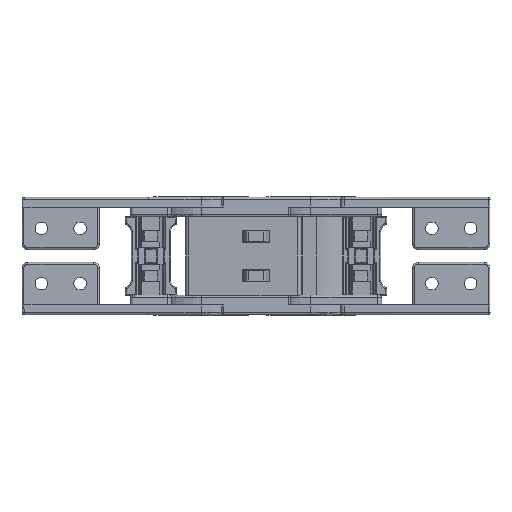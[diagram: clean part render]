
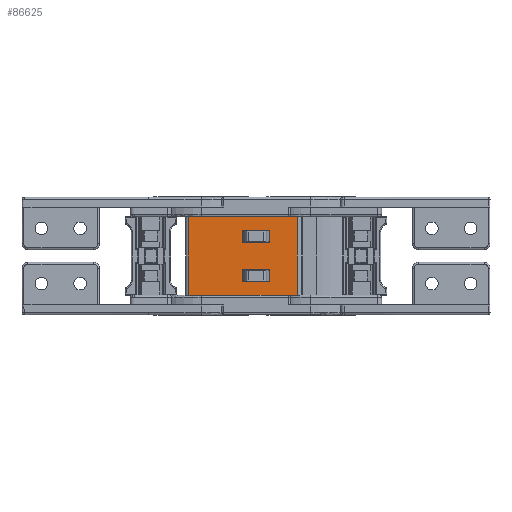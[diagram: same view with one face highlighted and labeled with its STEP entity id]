
A CAD part, front view. The second image highlights one B-rep face of the part: STEP entity #86625.
In plain terms, the highlighted planar face has unit normal (0, -1, 0).
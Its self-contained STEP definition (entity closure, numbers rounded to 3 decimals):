
#1016 = CARTESIAN_POINT ( 'NONE',  ( -68.783, 69.889, 149.453 ) ) ;
#2067 = LINE ( 'NONE', #83465, #20072 ) ;
#2524 = VERTEX_POINT ( 'NONE', #67675 ) ;
#7037 = VERTEX_POINT ( 'NONE', #66571 ) ;
#7938 = ORIENTED_EDGE ( 'NONE', *, *, #45083, .T. ) ;
#8438 = CARTESIAN_POINT ( 'NONE',  ( -43.803, 69.889, -32.166 ) ) ;
#9027 = VECTOR ( 'NONE', #99152, 1000. ) ;
#11666 = EDGE_CURVE ( 'NONE', #7037, #72472, #98482, .T. ) ;
#12054 = CARTESIAN_POINT ( 'NONE',  ( -40.803, 69.889, -25.416 ) ) ;
#12642 = FACE_BOUND ( 'NONE', #91656, .T. ) ;
#12845 = ORIENTED_EDGE ( 'NONE', *, *, #11666, .T. ) ;
#13461 = DIRECTION ( 'NONE',  ( 1., 0., 0. ) ) ;
#15483 = CARTESIAN_POINT ( 'NONE',  ( -40.803, 69.889, -19.116 ) ) ;
#16688 = DIRECTION ( 'NONE',  ( -1., 0., 0. ) ) ;
#16743 = DIRECTION ( 'NONE',  ( 0., 0., -1. ) ) ;
#17024 = DIRECTION ( 'NONE',  ( 0., 0., -1. ) ) ;
#19096 = VECTOR ( 'NONE', #61209, 1000. ) ;
#20072 = VECTOR ( 'NONE', #83825, 1000. ) ;
#20853 = CARTESIAN_POINT ( 'NONE',  ( -68.783, 69.889, 8.134 ) ) ;
#23129 = VECTOR ( 'NONE', #42707, 1000. ) ;
#23889 = CARTESIAN_POINT ( 'NONE',  ( -40.803, 69.889, 1.384 ) ) ;
#24473 = ORIENTED_EDGE ( 'NONE', *, *, #99420, .F. ) ;
#25135 = CARTESIAN_POINT ( 'NONE',  ( -26.803, 69.889, -4.916 ) ) ;
#25236 = CARTESIAN_POINT ( 'NONE',  ( -40.803, 69.889, -19.116 ) ) ;
#25978 = LINE ( 'NONE', #25236, #66991 ) ;
#26458 = LINE ( 'NONE', #34251, #68832 ) ;
#26859 = LINE ( 'NONE', #66469, #84541 ) ;
#27090 = AXIS2_PLACEMENT_3D ( 'NONE', #65092, #32855, #16743 ) ;
#28267 = CARTESIAN_POINT ( 'NONE',  ( -40.803, 69.889, 1.384 ) ) ;
#28714 = VERTEX_POINT ( 'NONE', #45254 ) ;
#30123 = VERTEX_POINT ( 'NONE', #74636 ) ;
#32855 = DIRECTION ( 'NONE',  ( 0., 1., 0. ) ) ;
#34251 = CARTESIAN_POINT ( 'NONE',  ( -43.803, 69.889, 8.134 ) ) ;
#35417 = EDGE_CURVE ( 'NONE', #91144, #2524, #96656, .T. ) ;
#35418 = LINE ( 'NONE', #102282, #98211 ) ;
#35747 = LINE ( 'NONE', #28267, #19096 ) ;
#37949 = CARTESIAN_POINT ( 'NONE',  ( -40.803, 69.889, -25.416 ) ) ;
#38090 = VECTOR ( 'NONE', #97171, 1000. ) ;
#38305 = ORIENTED_EDGE ( 'NONE', *, *, #35417, .F. ) ;
#38544 = EDGE_CURVE ( 'NONE', #28714, #80950, #77186, .T. ) ;
#40295 = EDGE_CURVE ( 'NONE', #103292, #7037, #92313, .T. ) ;
#41895 = ORIENTED_EDGE ( 'NONE', *, *, #46597, .T. ) ;
#42707 = DIRECTION ( 'NONE',  ( 0., 0., -1. ) ) ;
#43220 = ORIENTED_EDGE ( 'NONE', *, *, #40295, .T. ) ;
#43418 = CARTESIAN_POINT ( 'NONE',  ( -12.583, 69.889, 8.134 ) ) ;
#45083 = EDGE_CURVE ( 'NONE', #46580, #103292, #35747, .T. ) ;
#45254 = CARTESIAN_POINT ( 'NONE',  ( -12.583, 69.889, -32.166 ) ) ;
#46410 = DIRECTION ( 'NONE',  ( 0., 0., 1. ) ) ;
#46580 = VERTEX_POINT ( 'NONE', #23889 ) ;
#46597 = EDGE_CURVE ( 'NONE', #89417, #72341, #26458, .T. ) ;
#47345 = CARTESIAN_POINT ( 'NONE',  ( -40.803, 69.889, -4.916 ) ) ;
#48676 = PLANE ( 'NONE',  #27090 ) ;
#49466 = EDGE_CURVE ( 'NONE', #89417, #28714, #26859, .T. ) ;
#49706 = DIRECTION ( 'NONE',  ( -1., 0., 0. ) ) ;
#50620 = EDGE_CURVE ( 'NONE', #2524, #30123, #35418, .T. ) ;
#52215 = CARTESIAN_POINT ( 'NONE',  ( -40.803, 69.889, -4.916 ) ) ;
#52859 = ORIENTED_EDGE ( 'NONE', *, *, #49466, .F. ) ;
#54626 = VERTEX_POINT ( 'NONE', #64179 ) ;
#55405 = VECTOR ( 'NONE', #16688, 1000. ) ;
#57340 = EDGE_LOOP ( 'NONE', ( #52859, #41895, #70956, #72251 ) ) ;
#60073 = VECTOR ( 'NONE', #68305, 1000. ) ;
#61209 = DIRECTION ( 'NONE',  ( 1., 0., 0. ) ) ;
#63213 = ORIENTED_EDGE ( 'NONE', *, *, #103800, .T. ) ;
#63598 = LINE ( 'NONE', #15483, #38090 ) ;
#64179 = CARTESIAN_POINT ( 'NONE',  ( -40.803, 69.889, -19.116 ) ) ;
#65092 = CARTESIAN_POINT ( 'NONE',  ( -43.803, 69.889, 67.834 ) ) ;
#65420 = DIRECTION ( 'NONE',  ( 0., 0., -1. ) ) ;
#66469 = CARTESIAN_POINT ( 'NONE',  ( -12.583, 69.889, 149.453 ) ) ;
#66571 = CARTESIAN_POINT ( 'NONE',  ( -26.803, 69.889, -4.916 ) ) ;
#66991 = VECTOR ( 'NONE', #17024, 1000. ) ;
#67675 = CARTESIAN_POINT ( 'NONE',  ( -26.803, 69.889, -25.416 ) ) ;
#68305 = DIRECTION ( 'NONE',  ( -1., 0., 0. ) ) ;
#68832 = VECTOR ( 'NONE', #49706, 1000. ) ;
#69309 = LINE ( 'NONE', #1016, #9027 ) ;
#70956 = ORIENTED_EDGE ( 'NONE', *, *, #84916, .T. ) ;
#72251 = ORIENTED_EDGE ( 'NONE', *, *, #38544, .F. ) ;
#72341 = VERTEX_POINT ( 'NONE', #20853 ) ;
#72472 = VERTEX_POINT ( 'NONE', #47345 ) ;
#74636 = CARTESIAN_POINT ( 'NONE',  ( -26.803, 69.889, -19.116 ) ) ;
#74843 = VECTOR ( 'NONE', #13461, 1000. ) ;
#77186 = LINE ( 'NONE', #8438, #55405 ) ;
#80950 = VERTEX_POINT ( 'NONE', #102909 ) ;
#82532 = ORIENTED_EDGE ( 'NONE', *, *, #101465, .F. ) ;
#83160 = FACE_OUTER_BOUND ( 'NONE', #57340, .T. ) ;
#83465 = CARTESIAN_POINT ( 'NONE',  ( -40.803, 69.889, -4.916 ) ) ;
#83825 = DIRECTION ( 'NONE',  ( 0., 0., 1. ) ) ;
#84541 = VECTOR ( 'NONE', #65420, 1000. ) ;
#84916 = EDGE_CURVE ( 'NONE', #72341, #80950, #69309, .T. ) ;
#86625 = ADVANCED_FACE ( 'NONE', ( #12642, #83160, #102402 ), #48676, .F. ) ;
#89417 = VERTEX_POINT ( 'NONE', #43418 ) ;
#91144 = VERTEX_POINT ( 'NONE', #37949 ) ;
#91656 = EDGE_LOOP ( 'NONE', ( #82532, #95702, #38305, #24473 ) ) ;
#92313 = LINE ( 'NONE', #25135, #23129 ) ;
#95702 = ORIENTED_EDGE ( 'NONE', *, *, #50620, .F. ) ;
#95860 = CARTESIAN_POINT ( 'NONE',  ( -26.803, 69.889, 1.384 ) ) ;
#96656 = LINE ( 'NONE', #12054, #74843 ) ;
#97171 = DIRECTION ( 'NONE',  ( -1., 0., 0. ) ) ;
#98211 = VECTOR ( 'NONE', #46410, 1000. ) ;
#98482 = LINE ( 'NONE', #52215, #60073 ) ;
#98977 = EDGE_LOOP ( 'NONE', ( #12845, #63213, #7938, #43220 ) ) ;
#99152 = DIRECTION ( 'NONE',  ( 0., 0., -1. ) ) ;
#99420 = EDGE_CURVE ( 'NONE', #54626, #91144, #25978, .T. ) ;
#101465 = EDGE_CURVE ( 'NONE', #30123, #54626, #63598, .T. ) ;
#102282 = CARTESIAN_POINT ( 'NONE',  ( -26.803, 69.889, -19.116 ) ) ;
#102402 = FACE_BOUND ( 'NONE', #98977, .T. ) ;
#102909 = CARTESIAN_POINT ( 'NONE',  ( -68.783, 69.889, -32.166 ) ) ;
#103292 = VERTEX_POINT ( 'NONE', #95860 ) ;
#103800 = EDGE_CURVE ( 'NONE', #72472, #46580, #2067, .T. ) ;
